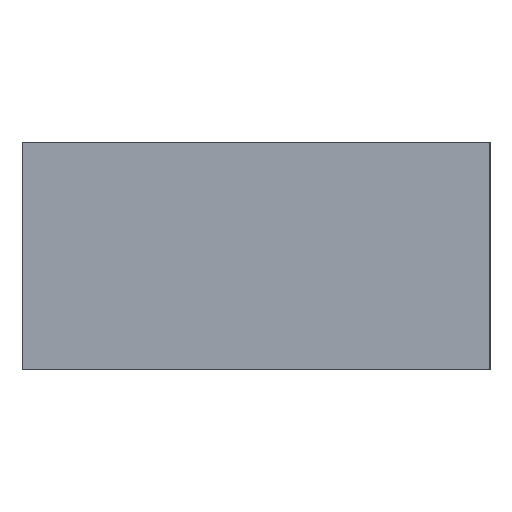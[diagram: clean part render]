
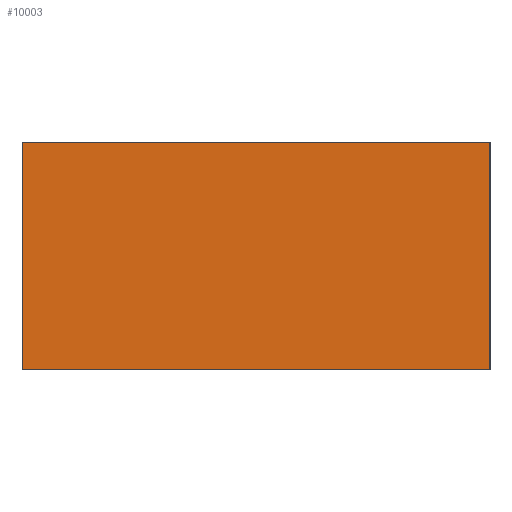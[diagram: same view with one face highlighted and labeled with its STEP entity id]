
A CAD part, left-side view. The second image highlights one B-rep face of the part: STEP entity #10003.
In plain terms, the highlighted planar face has unit normal (-1, 0.018, 0).
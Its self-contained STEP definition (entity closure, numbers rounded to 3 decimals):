
#455 = ORIENTED_EDGE ( 'NONE', *, *, #2665, .T. ) ;
#489 = VECTOR ( 'NONE', #8185, 1000. ) ;
#1171 = LINE ( 'NONE', #10236, #5065 ) ;
#1327 = EDGE_CURVE ( 'NONE', #6969, #8620, #2471, .T. ) ;
#1522 = EDGE_CURVE ( 'NONE', #2755, #6818, #9438, .T. ) ;
#1835 = CARTESIAN_POINT ( 'NONE',  ( -51.9, 61.6, -15. ) ) ;
#1985 = DIRECTION ( 'NONE',  ( -1., 0.017, 0. ) ) ;
#2069 = LINE ( 'NONE', #9798, #10624 ) ;
#2471 = LINE ( 'NONE', #6548, #489 ) ;
#2665 = EDGE_CURVE ( 'NONE', #6818, #8620, #2069, .T. ) ;
#2722 = ORIENTED_EDGE ( 'NONE', *, *, #1327, .F. ) ;
#2755 = VERTEX_POINT ( 'NONE', #4095 ) ;
#2837 = VECTOR ( 'NONE', #9281, 1000. ) ;
#3324 = ORIENTED_EDGE ( 'NONE', *, *, #9301, .F. ) ;
#4095 = CARTESIAN_POINT ( 'NONE',  ( -51.9, 61.6, -15. ) ) ;
#4433 = CARTESIAN_POINT ( 'NONE',  ( -51.9, 61.6, -15. ) ) ;
#5065 = VECTOR ( 'NONE', #8604, 1000. ) ;
#5303 = FACE_OUTER_BOUND ( 'NONE', #9398, .T. ) ;
#6548 = CARTESIAN_POINT ( 'NONE',  ( -51.9, 61.6, 15. ) ) ;
#6818 = VERTEX_POINT ( 'NONE', #8203 ) ;
#6932 = PLANE ( 'NONE',  #6961 ) ;
#6961 = AXIS2_PLACEMENT_3D ( 'NONE', #4433, #1985, #7773 ) ;
#6969 = VERTEX_POINT ( 'NONE', #7324 ) ;
#7324 = CARTESIAN_POINT ( 'NONE',  ( -51.9, 61.6, 15. ) ) ;
#7773 = DIRECTION ( 'NONE',  ( -0.017, -1., 0. ) ) ;
#8185 = DIRECTION ( 'NONE',  ( -0.017, -1., 0. ) ) ;
#8203 = CARTESIAN_POINT ( 'NONE',  ( -52.975, 0., -15. ) ) ;
#8604 = DIRECTION ( 'NONE',  ( 0., 0., 1. ) ) ;
#8620 = VERTEX_POINT ( 'NONE', #9562 ) ;
#8949 = DIRECTION ( 'NONE',  ( 0., 0., 1. ) ) ;
#9281 = DIRECTION ( 'NONE',  ( -0.017, -1., 0. ) ) ;
#9301 = EDGE_CURVE ( 'NONE', #2755, #6969, #1171, .T. ) ;
#9398 = EDGE_LOOP ( 'NONE', ( #455, #2722, #3324, #9615 ) ) ;
#9438 = LINE ( 'NONE', #1835, #2837 ) ;
#9562 = CARTESIAN_POINT ( 'NONE',  ( -52.975, 0., 15. ) ) ;
#9615 = ORIENTED_EDGE ( 'NONE', *, *, #1522, .T. ) ;
#9798 = CARTESIAN_POINT ( 'NONE',  ( -52.975, 0., -15. ) ) ;
#10003 = ADVANCED_FACE ( 'NONE', ( #5303 ), #6932, .T. ) ;
#10236 = CARTESIAN_POINT ( 'NONE',  ( -51.9, 61.6, -15. ) ) ;
#10624 = VECTOR ( 'NONE', #8949, 1000. ) ;
